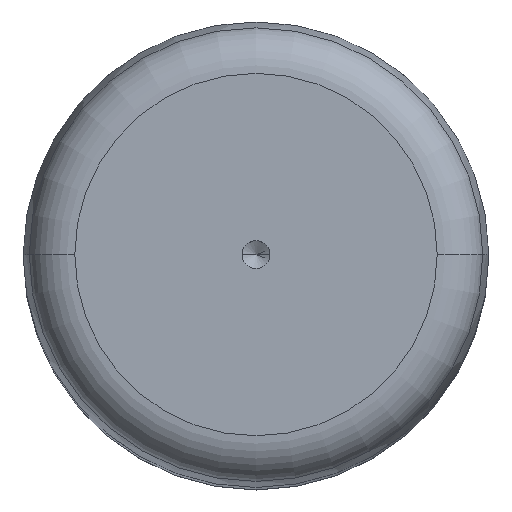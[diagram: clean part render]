
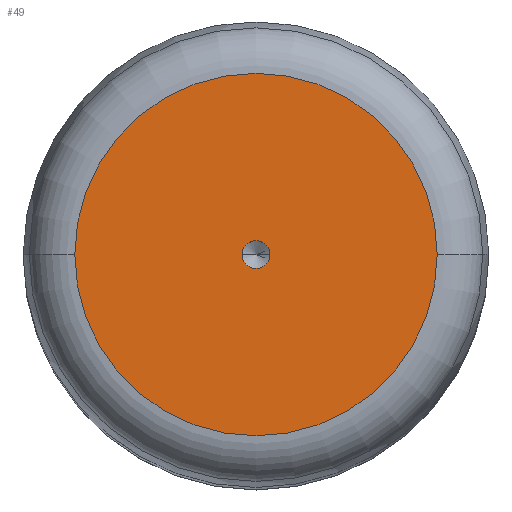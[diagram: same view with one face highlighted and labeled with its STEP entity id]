
A CAD part, top view. The second image highlights one B-rep face of the part: STEP entity #49.
In plain terms, the highlighted planar face has unit normal (0, 0, 1).
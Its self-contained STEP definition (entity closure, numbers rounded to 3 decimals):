
#30 = CARTESIAN_POINT ( 'NONE',  ( -19.467, 0., 170. ) ) ;
#49 = ADVANCED_FACE ( 'NONE', ( #491, #315 ), #533, .T. ) ;
#60 = AXIS2_PLACEMENT_3D ( 'NONE', #144, #562, #407 ) ;
#136 = ORIENTED_EDGE ( 'NONE', *, *, #332, .F. ) ;
#141 = DIRECTION ( 'NONE',  ( 1., 0., 0. ) ) ;
#144 = CARTESIAN_POINT ( 'NONE',  ( 0., 0., 170. ) ) ;
#154 = CIRCLE ( 'NONE', #172, 19.467 ) ;
#166 = CARTESIAN_POINT ( 'NONE',  ( -1.5, 0., 170. ) ) ;
#172 = AXIS2_PLACEMENT_3D ( 'NONE', #402, #299, #511 ) ;
#173 = CARTESIAN_POINT ( 'NONE',  ( 0., 0., 170. ) ) ;
#213 = DIRECTION ( 'NONE',  ( 1., 0., 0. ) ) ;
#225 = CIRCLE ( 'NONE', #60, 1.5 ) ;
#264 = DIRECTION ( 'NONE',  ( 0., 0., 1. ) ) ;
#289 = VERTEX_POINT ( 'NONE', #30 ) ;
#296 = AXIS2_PLACEMENT_3D ( 'NONE', #173, #583, #325 ) ;
#299 = DIRECTION ( 'NONE',  ( 0., 0., 1. ) ) ;
#300 = EDGE_CURVE ( 'NONE', #382, #289, #154, .T. ) ;
#315 = FACE_OUTER_BOUND ( 'NONE', #334, .T. ) ;
#325 = DIRECTION ( 'NONE',  ( 1., 0., 0. ) ) ;
#332 = EDGE_CURVE ( 'NONE', #351, #672, #225, .T. ) ;
#334 = EDGE_LOOP ( 'NONE', ( #381, #575 ) ) ;
#337 = EDGE_CURVE ( 'NONE', #289, #382, #605, .T. ) ;
#351 = VERTEX_POINT ( 'NONE', #668 ) ;
#381 = ORIENTED_EDGE ( 'NONE', *, *, #300, .T. ) ;
#382 = VERTEX_POINT ( 'NONE', #507 ) ;
#396 = DIRECTION ( 'NONE',  ( 0., 0., 1. ) ) ;
#402 = CARTESIAN_POINT ( 'NONE',  ( 0., 0., 170. ) ) ;
#403 = EDGE_CURVE ( 'NONE', #672, #351, #484, .T. ) ;
#407 = DIRECTION ( 'NONE',  ( 1., 0., 0. ) ) ;
#408 = EDGE_LOOP ( 'NONE', ( #136, #568 ) ) ;
#443 = AXIS2_PLACEMENT_3D ( 'NONE', #449, #396, #141 ) ;
#449 = CARTESIAN_POINT ( 'NONE',  ( 0., 0., 170. ) ) ;
#484 = CIRCLE ( 'NONE', #610, 1.5 ) ;
#491 = FACE_BOUND ( 'NONE', #408, .T. ) ;
#507 = CARTESIAN_POINT ( 'NONE',  ( 19.467, 0., 170. ) ) ;
#511 = DIRECTION ( 'NONE',  ( 1., 0., 0. ) ) ;
#533 = PLANE ( 'NONE',  #296 ) ;
#562 = DIRECTION ( 'NONE',  ( 0., 0., 1. ) ) ;
#568 = ORIENTED_EDGE ( 'NONE', *, *, #403, .F. ) ;
#575 = ORIENTED_EDGE ( 'NONE', *, *, #337, .T. ) ;
#583 = DIRECTION ( 'NONE',  ( 0., 0., 1. ) ) ;
#605 = CIRCLE ( 'NONE', #443, 19.467 ) ;
#610 = AXIS2_PLACEMENT_3D ( 'NONE', #678, #264, #213 ) ;
#668 = CARTESIAN_POINT ( 'NONE',  ( 1.5, 0., 170. ) ) ;
#672 = VERTEX_POINT ( 'NONE', #166 ) ;
#678 = CARTESIAN_POINT ( 'NONE',  ( 0., 0., 170. ) ) ;
